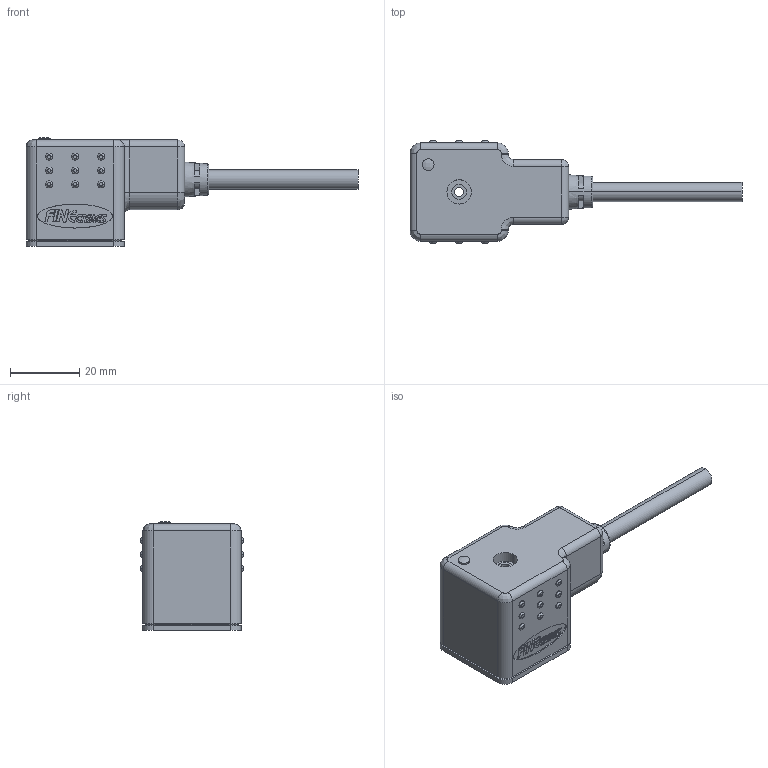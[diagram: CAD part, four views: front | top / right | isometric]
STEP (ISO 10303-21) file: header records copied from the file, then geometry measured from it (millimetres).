
FILE_DESCRIPTION (( 'STEP AP203' ), '1' );
FILE_NAME ('P434.STEP', '2020-04-16T01:39:45', ( 'edpusr' ), ( 'Microsoft' ), 'SwSTEP 2.0', 'SolidWorks 2015', '' );
FILE_SCHEMA (( 'CONFIG_CONTROL_DESIGN' ));
Length unit declared in the file: millimetre
Products named in the file (1): P434
Bounding box: 95.7 x 29.5 x 31.39 mm (x, y, z)
Volume: 30116.3 mm3; surface area: 9383.1 mm2
Topology: 2 solids, 2 shells, 668 faces, 1677 edges, 1090 vertices
Faces by surface type: plane 333, cylinder 257, bspline 68, cone 10
Entity records: 21903 total; most frequent: CARTESIAN_POINT 5756, DIRECTION 3359, ORIENTED_EDGE 3350, EDGE_CURVE 1675, AXIS2_PLACEMENT_3D 1173, VERTEX_POINT 1090, LINE 1013, VECTOR 1013
